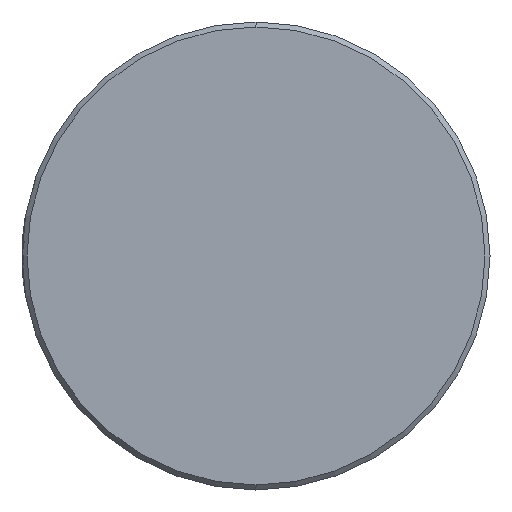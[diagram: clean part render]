
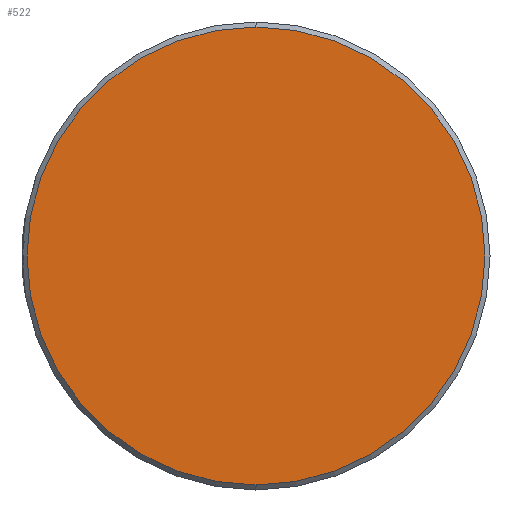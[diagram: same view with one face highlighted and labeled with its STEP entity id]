
A CAD part, left-side view. The second image highlights one B-rep face of the part: STEP entity #522.
In plain terms, the highlighted planar face has unit normal (-1, 0, 0).
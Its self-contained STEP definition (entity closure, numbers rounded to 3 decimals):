
#46 = CARTESIAN_POINT ( 'NONE',  ( -5., 0., 0. ) ) ;
#69 = ORIENTED_EDGE ( 'NONE', *, *, #179, .T. ) ;
#85 = CIRCLE ( 'NONE', #750, 13.7 ) ;
#179 = EDGE_CURVE ( 'NONE', #998, #314, #85, .T. ) ;
#249 = AXIS2_PLACEMENT_3D ( 'NONE', #700, #691, #686 ) ;
#270 = FACE_OUTER_BOUND ( 'NONE', #1052, .T. ) ;
#314 = VERTEX_POINT ( 'NONE', #491 ) ;
#491 = CARTESIAN_POINT ( 'NONE',  ( -5., 0., 13.7 ) ) ;
#522 = ADVANCED_FACE ( 'NONE', ( #270 ), #796, .T. ) ;
#579 = CARTESIAN_POINT ( 'NONE',  ( -5., 0., 0. ) ) ;
#676 = DIRECTION ( 'NONE',  ( 0., 0., 1. ) ) ;
#686 = DIRECTION ( 'NONE',  ( 0., 0., 1. ) ) ;
#691 = DIRECTION ( 'NONE',  ( -1., 0., 0. ) ) ;
#700 = CARTESIAN_POINT ( 'NONE',  ( -5., 0., 0. ) ) ;
#750 = AXIS2_PLACEMENT_3D ( 'NONE', #46, #1295, #1091 ) ;
#766 = ORIENTED_EDGE ( 'NONE', *, *, #1082, .T. ) ;
#796 = PLANE ( 'NONE',  #249 ) ;
#941 = CARTESIAN_POINT ( 'NONE',  ( -5., 0., -13.7 ) ) ;
#998 = VERTEX_POINT ( 'NONE', #941 ) ;
#1052 = EDGE_LOOP ( 'NONE', ( #69, #766 ) ) ;
#1082 = EDGE_CURVE ( 'NONE', #314, #998, #1176, .T. ) ;
#1091 = DIRECTION ( 'NONE',  ( 0., 0., 1. ) ) ;
#1176 = CIRCLE ( 'NONE', #1234, 13.7 ) ;
#1234 = AXIS2_PLACEMENT_3D ( 'NONE', #579, #1286, #676 ) ;
#1286 = DIRECTION ( 'NONE',  ( -1., 0., 0. ) ) ;
#1295 = DIRECTION ( 'NONE',  ( -1., 0., 0. ) ) ;
